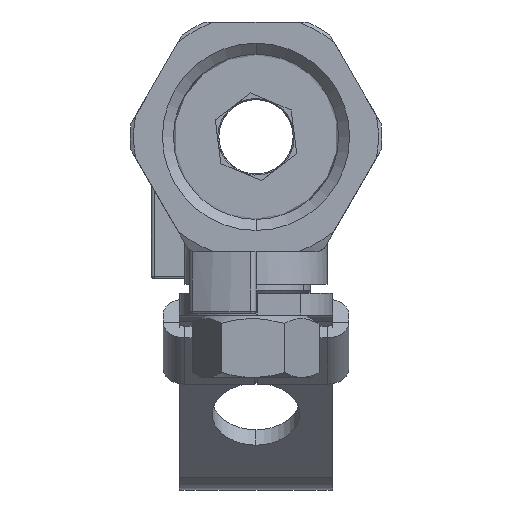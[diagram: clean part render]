
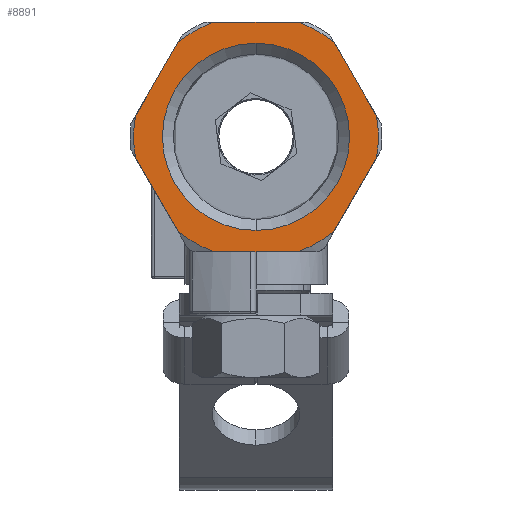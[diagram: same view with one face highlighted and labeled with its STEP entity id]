
A CAD part, front view. The second image highlights one B-rep face of the part: STEP entity #8891.
In plain terms, the highlighted planar face has unit normal (0, -1, 0).
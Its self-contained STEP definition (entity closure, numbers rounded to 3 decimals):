
#182 = DIRECTION ( 'NONE',  ( -1., 0., 0. ) ) ;
#237 = DIRECTION ( 'NONE',  ( 0., 0., -1. ) ) ;
#543 = CARTESIAN_POINT ( 'NONE',  ( 7.155, 0.4, -8.607 ) ) ;
#875 = DIRECTION ( 'NONE',  ( 0., 0., -1. ) ) ;
#956 = EDGE_LOOP ( 'NONE', ( #1170, #7009 ) ) ;
#959 = DIRECTION ( 'NONE',  ( 0., -1., 0. ) ) ;
#1170 = ORIENTED_EDGE ( 'NONE', *, *, #3415, .F. ) ;
#1402 = CARTESIAN_POINT ( 'NONE',  ( -3.877, 0.4, 10.5 ) ) ;
#1660 = EDGE_CURVE ( 'NONE', #3465, #19822, #20157, .T. ) ;
#2241 = LINE ( 'NONE', #12006, #22654 ) ;
#2666 = CIRCLE ( 'NONE', #14109, 11.193 ) ;
#3043 = AXIS2_PLACEMENT_3D ( 'NONE', #16309, #4503, #20225 ) ;
#3296 = DIRECTION ( 'NONE',  ( 0., 0., -1. ) ) ;
#3318 = ORIENTED_EDGE ( 'NONE', *, *, #22264, .T. ) ;
#3415 = EDGE_CURVE ( 'NONE', #19822, #3465, #5596, .T. ) ;
#3465 = VERTEX_POINT ( 'NONE', #17523 ) ;
#3590 = VERTEX_POINT ( 'NONE', #16375 ) ;
#3685 = ORIENTED_EDGE ( 'NONE', *, *, #13722, .T. ) ;
#3829 = AXIS2_PLACEMENT_3D ( 'NONE', #25267, #17285, #9182 ) ;
#4120 = VECTOR ( 'NONE', #14752, 1000. ) ;
#4131 = DIRECTION ( 'NONE',  ( 0., -1., 0. ) ) ;
#4329 = VERTEX_POINT ( 'NONE', #6836 ) ;
#4503 = DIRECTION ( 'NONE',  ( 0., -1., 0. ) ) ;
#4879 = CARTESIAN_POINT ( 'NONE',  ( -11.032, 0.4, 1.893 ) ) ;
#5438 = CARTESIAN_POINT ( 'NONE',  ( 0., 0.4, 0. ) ) ;
#5493 = CARTESIAN_POINT ( 'NONE',  ( 0., 0.4, 0. ) ) ;
#5523 = AXIS2_PLACEMENT_3D ( 'NONE', #21876, #23720, #15808 ) ;
#5596 = CIRCLE ( 'NONE', #3043, 8.561 ) ;
#5843 = AXIS2_PLACEMENT_3D ( 'NONE', #16580, #959, #875 ) ;
#5961 = VERTEX_POINT ( 'NONE', #14174 ) ;
#5964 = CIRCLE ( 'NONE', #25340, 11.193 ) ;
#6055 = CIRCLE ( 'NONE', #9979, 11.193 ) ;
#6233 = CARTESIAN_POINT ( 'NONE',  ( 6.062, 0.4, -10.5 ) ) ;
#6836 = CARTESIAN_POINT ( 'NONE',  ( -7.155, 0.4, 8.607 ) ) ;
#6956 = EDGE_CURVE ( 'NONE', #14280, #4329, #2666, .T. ) ;
#7009 = ORIENTED_EDGE ( 'NONE', *, *, #1660, .F. ) ;
#7306 = CARTESIAN_POINT ( 'NONE',  ( -7.155, 0.4, -8.607 ) ) ;
#7633 = ORIENTED_EDGE ( 'NONE', *, *, #15540, .T. ) ;
#7967 = PLANE ( 'NONE',  #5523 ) ;
#8136 = LINE ( 'NONE', #10880, #4120 ) ;
#8165 = CARTESIAN_POINT ( 'NONE',  ( 3.877, 0.4, 10.5 ) ) ;
#8247 = CARTESIAN_POINT ( 'NONE',  ( 0., 0.4, -8.561 ) ) ;
#8408 = CARTESIAN_POINT ( 'NONE',  ( 0., 0.4, 0. ) ) ;
#8728 = EDGE_CURVE ( 'NONE', #3590, #25029, #6055, .T. ) ;
#8876 = ORIENTED_EDGE ( 'NONE', *, *, #22353, .F. ) ;
#8891 = ADVANCED_FACE ( 'NONE', ( #23988, #12241 ), #7967, .T. ) ;
#9093 = CARTESIAN_POINT ( 'NONE',  ( -3.877, 0.4, -10.5 ) ) ;
#9182 = DIRECTION ( 'NONE',  ( 0., 0., -1. ) ) ;
#9458 = LINE ( 'NONE', #25119, #14357 ) ;
#9979 = AXIS2_PLACEMENT_3D ( 'NONE', #20393, #23011, #14527 ) ;
#10122 = DIRECTION ( 'NONE',  ( 1., 0., 0. ) ) ;
#10221 = DIRECTION ( 'NONE',  ( 0., 0., -1. ) ) ;
#10529 = VERTEX_POINT ( 'NONE', #9093 ) ;
#10880 = CARTESIAN_POINT ( 'NONE',  ( 6.062, 0.4, 10.5 ) ) ;
#11084 = EDGE_CURVE ( 'NONE', #11940, #25029, #2241, .T. ) ;
#11546 = ORIENTED_EDGE ( 'NONE', *, *, #6956, .T. ) ;
#11940 = VERTEX_POINT ( 'NONE', #16140 ) ;
#12006 = CARTESIAN_POINT ( 'NONE',  ( 12.124, 0.4, 0. ) ) ;
#12241 = FACE_BOUND ( 'NONE', #956, .T. ) ;
#12299 = LINE ( 'NONE', #12759, #22473 ) ;
#12600 = EDGE_CURVE ( 'NONE', #5961, #12934, #8136, .T. ) ;
#12607 = ORIENTED_EDGE ( 'NONE', *, *, #8728, .T. ) ;
#12759 = CARTESIAN_POINT ( 'NONE',  ( -12.124, 0.4, 0. ) ) ;
#12934 = VERTEX_POINT ( 'NONE', #15674 ) ;
#13243 = VECTOR ( 'NONE', #182, 1000. ) ;
#13294 = VERTEX_POINT ( 'NONE', #7306 ) ;
#13722 = EDGE_CURVE ( 'NONE', #5961, #16302, #5964, .T. ) ;
#14095 = AXIS2_PLACEMENT_3D ( 'NONE', #5493, #25386, #15428 ) ;
#14109 = AXIS2_PLACEMENT_3D ( 'NONE', #16289, #4131, #237 ) ;
#14174 = CARTESIAN_POINT ( 'NONE',  ( 7.155, 0.4, 8.607 ) ) ;
#14280 = VERTEX_POINT ( 'NONE', #1402 ) ;
#14357 = VECTOR ( 'NONE', #18422, 1000. ) ;
#14527 = DIRECTION ( 'NONE',  ( 0., 0., -1. ) ) ;
#14752 = DIRECTION ( 'NONE',  ( 0.5, 0., -0.866 ) ) ;
#15237 = CARTESIAN_POINT ( 'NONE',  ( -11.032, 0.4, -1.893 ) ) ;
#15390 = EDGE_CURVE ( 'NONE', #18461, #15595, #15790, .T. ) ;
#15428 = DIRECTION ( 'NONE',  ( 0., 0., -1. ) ) ;
#15475 = CIRCLE ( 'NONE', #14095, 11.193 ) ;
#15540 = EDGE_CURVE ( 'NONE', #11940, #12934, #24477, .T. ) ;
#15595 = VERTEX_POINT ( 'NONE', #15237 ) ;
#15674 = CARTESIAN_POINT ( 'NONE',  ( 11.032, 0.4, 1.893 ) ) ;
#15790 = CIRCLE ( 'NONE', #17547, 11.193 ) ;
#15808 = DIRECTION ( 'NONE',  ( 0., 0., -1. ) ) ;
#15968 = CARTESIAN_POINT ( 'NONE',  ( -6.062, 0.4, 10.5 ) ) ;
#16140 = CARTESIAN_POINT ( 'NONE',  ( 11.032, 0.4, -1.893 ) ) ;
#16193 = DIRECTION ( 'NONE',  ( -0.5, 0., -0.866 ) ) ;
#16289 = CARTESIAN_POINT ( 'NONE',  ( 0., 0.4, 0. ) ) ;
#16302 = VERTEX_POINT ( 'NONE', #8165 ) ;
#16309 = CARTESIAN_POINT ( 'NONE',  ( 0., 0.4, 0. ) ) ;
#16375 = CARTESIAN_POINT ( 'NONE',  ( 3.877, 0.4, -10.5 ) ) ;
#16580 = CARTESIAN_POINT ( 'NONE',  ( 0., 0.4, 0. ) ) ;
#16968 = VECTOR ( 'NONE', #10122, 1000. ) ;
#17177 = ORIENTED_EDGE ( 'NONE', *, *, #11084, .F. ) ;
#17285 = DIRECTION ( 'NONE',  ( 0., -1., 0. ) ) ;
#17523 = CARTESIAN_POINT ( 'NONE',  ( 0., 0.4, 8.561 ) ) ;
#17547 = AXIS2_PLACEMENT_3D ( 'NONE', #8408, #22046, #10221 ) ;
#17626 = ORIENTED_EDGE ( 'NONE', *, *, #12600, .F. ) ;
#17879 = ORIENTED_EDGE ( 'NONE', *, *, #20139, .F. ) ;
#18422 = DIRECTION ( 'NONE',  ( -0.5, 0., 0.866 ) ) ;
#18461 = VERTEX_POINT ( 'NONE', #4879 ) ;
#18744 = LINE ( 'NONE', #6233, #13243 ) ;
#19022 = EDGE_CURVE ( 'NONE', #14280, #16302, #22538, .T. ) ;
#19726 = EDGE_LOOP ( 'NONE', ( #22127, #8876, #3318, #17879, #12607, #17177, #7633, #17626, #3685, #20485, #11546, #24588 ) ) ;
#19822 = VERTEX_POINT ( 'NONE', #8247 ) ;
#20139 = EDGE_CURVE ( 'NONE', #3590, #10529, #18744, .T. ) ;
#20157 = CIRCLE ( 'NONE', #5843, 8.561 ) ;
#20225 = DIRECTION ( 'NONE',  ( 0., 0., -1. ) ) ;
#20393 = CARTESIAN_POINT ( 'NONE',  ( 0., 0.4, 0. ) ) ;
#20485 = ORIENTED_EDGE ( 'NONE', *, *, #19022, .F. ) ;
#21876 = CARTESIAN_POINT ( 'NONE',  ( 0., 0.4, 0. ) ) ;
#22046 = DIRECTION ( 'NONE',  ( 0., -1., 0. ) ) ;
#22127 = ORIENTED_EDGE ( 'NONE', *, *, #15390, .T. ) ;
#22264 = EDGE_CURVE ( 'NONE', #13294, #10529, #15475, .T. ) ;
#22353 = EDGE_CURVE ( 'NONE', #13294, #15595, #9458, .T. ) ;
#22473 = VECTOR ( 'NONE', #22505, 1000. ) ;
#22505 = DIRECTION ( 'NONE',  ( 0.5, 0., 0.866 ) ) ;
#22538 = LINE ( 'NONE', #15968, #16968 ) ;
#22654 = VECTOR ( 'NONE', #16193, 1000. ) ;
#23011 = DIRECTION ( 'NONE',  ( 0., -1., 0. ) ) ;
#23161 = DIRECTION ( 'NONE',  ( 0., -1., 0. ) ) ;
#23720 = DIRECTION ( 'NONE',  ( 0., -1., 0. ) ) ;
#23988 = FACE_OUTER_BOUND ( 'NONE', #19726, .T. ) ;
#24477 = CIRCLE ( 'NONE', #3829, 11.193 ) ;
#24588 = ORIENTED_EDGE ( 'NONE', *, *, #25255, .F. ) ;
#25029 = VERTEX_POINT ( 'NONE', #543 ) ;
#25119 = CARTESIAN_POINT ( 'NONE',  ( -6.062, 0.4, -10.5 ) ) ;
#25255 = EDGE_CURVE ( 'NONE', #18461, #4329, #12299, .T. ) ;
#25267 = CARTESIAN_POINT ( 'NONE',  ( 0., 0.4, 0. ) ) ;
#25340 = AXIS2_PLACEMENT_3D ( 'NONE', #5438, #23161, #3296 ) ;
#25386 = DIRECTION ( 'NONE',  ( 0., -1., 0. ) ) ;
